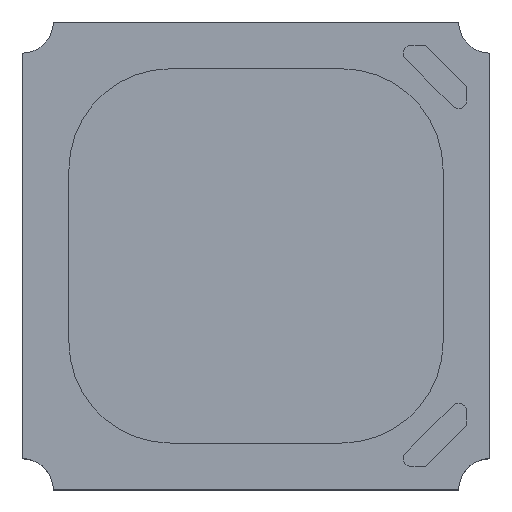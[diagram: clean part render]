
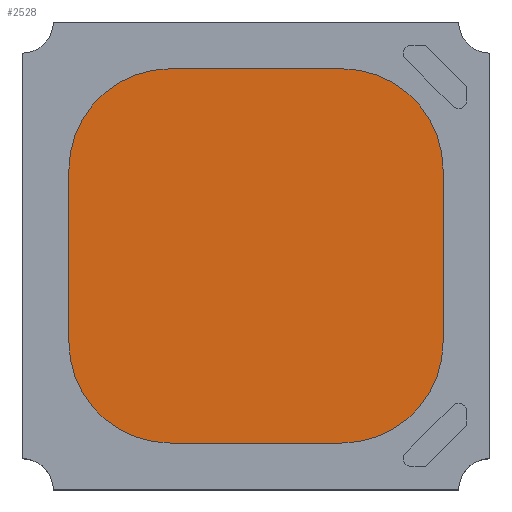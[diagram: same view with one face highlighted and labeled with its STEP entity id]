
A CAD part, top view. The second image highlights one B-rep face of the part: STEP entity #2528.
In plain terms, the highlighted planar face has unit normal (0, 0, 1).
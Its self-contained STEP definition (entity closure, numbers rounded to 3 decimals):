
#3 = LINE ( 'NONE', #1599, #2183 ) ;
#13 = AXIS2_PLACEMENT_3D ( 'NONE', #1080, #2289, #2004 ) ;
#80 = CIRCLE ( 'NONE', #477, 0.65 ) ;
#88 = VECTOR ( 'NONE', #785, 1000. ) ;
#119 = VERTEX_POINT ( 'NONE', #2556 ) ;
#167 = DIRECTION ( 'NONE',  ( 1., 0., 0. ) ) ;
#170 = DIRECTION ( 'NONE',  ( -1., 0., 0. ) ) ;
#173 = VECTOR ( 'NONE', #1286, 1000. ) ;
#213 = VERTEX_POINT ( 'NONE', #737 ) ;
#243 = AXIS2_PLACEMENT_3D ( 'NONE', #995, #444, #167 ) ;
#292 = ORIENTED_EDGE ( 'NONE', *, *, #2027, .T. ) ;
#341 = CARTESIAN_POINT ( 'NONE',  ( -0.55, -1.2, 0. ) ) ;
#385 = ORIENTED_EDGE ( 'NONE', *, *, #551, .T. ) ;
#444 = DIRECTION ( 'NONE',  ( 0., 0., 1. ) ) ;
#448 = DIRECTION ( 'NONE',  ( 0., 0., 1. ) ) ;
#457 = VERTEX_POINT ( 'NONE', #2663 ) ;
#477 = AXIS2_PLACEMENT_3D ( 'NONE', #1631, #781, #507 ) ;
#507 = DIRECTION ( 'NONE',  ( 1., 0., 0. ) ) ;
#535 = EDGE_CURVE ( 'NONE', #1457, #119, #80, .T. ) ;
#551 = EDGE_CURVE ( 'NONE', #213, #1945, #684, .T. ) ;
#624 = VERTEX_POINT ( 'NONE', #1016 ) ;
#646 = PLANE ( 'NONE',  #1602 ) ;
#684 = CIRCLE ( 'NONE', #822, 0.65 ) ;
#716 = CARTESIAN_POINT ( 'NONE',  ( -0.55, 0.55, 0. ) ) ;
#725 = ORIENTED_EDGE ( 'NONE', *, *, #2572, .T. ) ;
#737 = CARTESIAN_POINT ( 'NONE',  ( -0.55, 1.2, 0. ) ) ;
#781 = DIRECTION ( 'NONE',  ( 0., 0., 1. ) ) ;
#785 = DIRECTION ( 'NONE',  ( 0., 1., 0. ) ) ;
#822 = AXIS2_PLACEMENT_3D ( 'NONE', #716, #448, #170 ) ;
#969 = VERTEX_POINT ( 'NONE', #341 ) ;
#995 = CARTESIAN_POINT ( 'NONE',  ( -0.55, -0.55, 0. ) ) ;
#1016 = CARTESIAN_POINT ( 'NONE',  ( 1.2, 0.55, 0. ) ) ;
#1070 = CARTESIAN_POINT ( 'NONE',  ( 1.2, -0.55, 0. ) ) ;
#1080 = CARTESIAN_POINT ( 'NONE',  ( 0.55, 0.55, 0. ) ) ;
#1172 = ORIENTED_EDGE ( 'NONE', *, *, #1820, .T. ) ;
#1286 = DIRECTION ( 'NONE',  ( 1., 0., 0. ) ) ;
#1323 = DIRECTION ( 'NONE',  ( 0., -1., 0. ) ) ;
#1327 = ORIENTED_EDGE ( 'NONE', *, *, #1620, .T. ) ;
#1358 = LINE ( 'NONE', #1070, #88 ) ;
#1375 = CARTESIAN_POINT ( 'NONE',  ( 0.55, -1.2, 0. ) ) ;
#1386 = EDGE_CURVE ( 'NONE', #119, #624, #1358, .T. ) ;
#1391 = FACE_OUTER_BOUND ( 'NONE', #1392, .T. ) ;
#1392 = EDGE_LOOP ( 'NONE', ( #725, #1327, #385, #1172, #292, #2449, #2140, #2200 ) ) ;
#1430 = DIRECTION ( 'NONE',  ( 1., 0., 0. ) ) ;
#1457 = VERTEX_POINT ( 'NONE', #1375 ) ;
#1540 = DIRECTION ( 'NONE',  ( -1., 0., 0. ) ) ;
#1567 = CARTESIAN_POINT ( 'NONE',  ( -0.55, -1.2, 0. ) ) ;
#1599 = CARTESIAN_POINT ( 'NONE',  ( -1.2, 0.55, 0. ) ) ;
#1602 = AXIS2_PLACEMENT_3D ( 'NONE', #1988, #1707, #1430 ) ;
#1620 = EDGE_CURVE ( 'NONE', #2524, #213, #2168, .T. ) ;
#1631 = CARTESIAN_POINT ( 'NONE',  ( 0.55, -0.55, 0. ) ) ;
#1694 = CARTESIAN_POINT ( 'NONE',  ( -1.2, 0.55, 0. ) ) ;
#1696 = VECTOR ( 'NONE', #1540, 1000. ) ;
#1707 = DIRECTION ( 'NONE',  ( 0., 0., 1. ) ) ;
#1816 = CARTESIAN_POINT ( 'NONE',  ( 0.55, 1.2, 0. ) ) ;
#1820 = EDGE_CURVE ( 'NONE', #1945, #457, #3, .T. ) ;
#1846 = LINE ( 'NONE', #1567, #173 ) ;
#1945 = VERTEX_POINT ( 'NONE', #1694 ) ;
#1988 = CARTESIAN_POINT ( 'NONE',  ( 0.55, 0.55, 0. ) ) ;
#2004 = DIRECTION ( 'NONE',  ( 1., 0., 0. ) ) ;
#2019 = EDGE_CURVE ( 'NONE', #969, #1457, #1846, .T. ) ;
#2027 = EDGE_CURVE ( 'NONE', #457, #969, #2396, .T. ) ;
#2140 = ORIENTED_EDGE ( 'NONE', *, *, #535, .T. ) ;
#2168 = LINE ( 'NONE', #1816, #1696 ) ;
#2183 = VECTOR ( 'NONE', #1323, 1000. ) ;
#2200 = ORIENTED_EDGE ( 'NONE', *, *, #1386, .T. ) ;
#2271 = CARTESIAN_POINT ( 'NONE',  ( 0.55, 1.2, 0. ) ) ;
#2289 = DIRECTION ( 'NONE',  ( 0., 0., 1. ) ) ;
#2396 = CIRCLE ( 'NONE', #243, 0.65 ) ;
#2449 = ORIENTED_EDGE ( 'NONE', *, *, #2019, .T. ) ;
#2524 = VERTEX_POINT ( 'NONE', #2271 ) ;
#2528 = ADVANCED_FACE ( 'NONE', ( #1391 ), #646, .T. ) ;
#2556 = CARTESIAN_POINT ( 'NONE',  ( 1.2, -0.55, 0. ) ) ;
#2572 = EDGE_CURVE ( 'NONE', #624, #2524, #2607, .T. ) ;
#2607 = CIRCLE ( 'NONE', #13, 0.65 ) ;
#2663 = CARTESIAN_POINT ( 'NONE',  ( -1.2, -0.55, 0. ) ) ;
